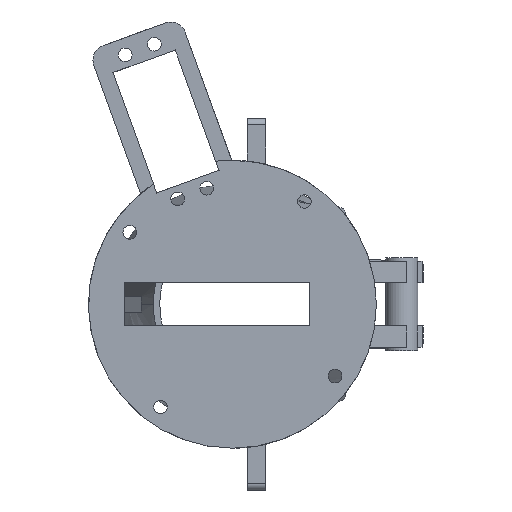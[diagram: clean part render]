
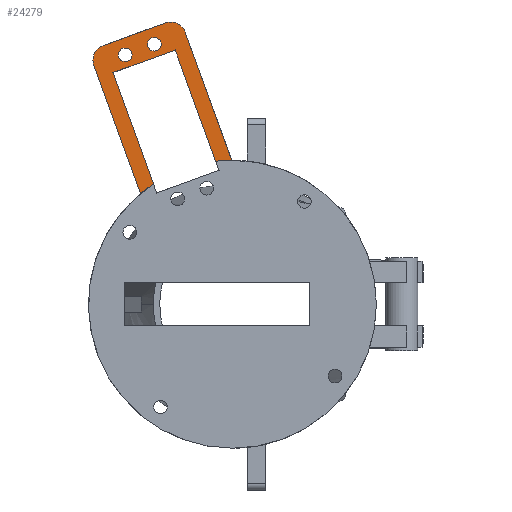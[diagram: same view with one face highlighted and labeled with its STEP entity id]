
A CAD part, front view. The second image highlights one B-rep face of the part: STEP entity #24279.
In plain terms, the highlighted planar face has unit normal (0, -1, 0).
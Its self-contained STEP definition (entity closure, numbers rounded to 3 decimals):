
#183 = CARTESIAN_POINT ( 'NONE',  ( -18.513, 2., 82.149 ) ) ;
#394 = ORIENTED_EDGE ( 'NONE', *, *, #23930, .F. ) ;
#619 = ORIENTED_EDGE ( 'NONE', *, *, #24699, .F. ) ;
#847 = AXIS2_PLACEMENT_3D ( 'NONE', #11382, #26534, #8829 ) ;
#850 = ORIENTED_EDGE ( 'NONE', *, *, #21123, .F. ) ;
#898 = DIRECTION ( 'NONE',  ( 0.94, 0., 0.342 ) ) ;
#958 = ORIENTED_EDGE ( 'NONE', *, *, #16296, .F. ) ;
#1376 = DIRECTION ( 'NONE',  ( 0., -1., 0. ) ) ;
#1653 = CARTESIAN_POINT ( 'NONE',  ( -19.984, 2., 86.189 ) ) ;
#1756 = AXIS2_PLACEMENT_3D ( 'NONE', #10333, #19131, #23375 ) ;
#2197 = VECTOR ( 'NONE', #898, 1000. ) ;
#2592 = EDGE_CURVE ( 'NONE', #22099, #19196, #16175, .T. ) ;
#2607 = AXIS2_PLACEMENT_3D ( 'NONE', #14811, #10007, #10546 ) ;
#2860 = VERTEX_POINT ( 'NONE', #6222 ) ;
#3081 = AXIS2_PLACEMENT_3D ( 'NONE', #10081, #11915, #5530 ) ;
#3174 = CARTESIAN_POINT ( 'NONE',  ( -18.513, 2., 82.149 ) ) ;
#3633 = LINE ( 'NONE', #10444, #26257 ) ;
#3658 = CIRCLE ( 'NONE', #6383, 2.2 ) ;
#3676 = CARTESIAN_POINT ( 'NONE',  ( -25.254, 2., 84.005 ) ) ;
#4201 = DIRECTION ( 'NONE',  ( 0., -1., 0. ) ) ;
#5035 = EDGE_LOOP ( 'NONE', ( #958, #394, #17191, #11601, #10522, #850, #6568, #20504, #14380, #11795 ) ) ;
#5477 = AXIS2_PLACEMENT_3D ( 'NONE', #1653, #1376, #10039 ) ;
#5530 = DIRECTION ( 'NONE',  ( 0., 0., -1. ) ) ;
#6222 = CARTESIAN_POINT ( 'NONE',  ( -44.791, 2., 77.16 ) ) ;
#6383 = AXIS2_PLACEMENT_3D ( 'NONE', #3676, #10349, #22830 ) ;
#6417 = EDGE_CURVE ( 'NONE', #19740, #11433, #21592, .T. ) ;
#6491 = DIRECTION ( 'NONE',  ( 0.94, 0., 0.342 ) ) ;
#6568 = ORIENTED_EDGE ( 'NONE', *, *, #9100, .F. ) ;
#6684 = CIRCLE ( 'NONE', #12591, 2.2 ) ;
#6721 = CIRCLE ( 'NONE', #17600, 46.5 ) ;
#6867 = EDGE_LOOP ( 'NONE', ( #8538, #11336 ) ) ;
#7334 = VERTEX_POINT ( 'NONE', #15160 ) ;
#7557 = CARTESIAN_POINT ( 'NONE',  ( -5.422, 2., 46.183 ) ) ;
#7685 = CARTESIAN_POINT ( 'NONE',  ( -18.513, 2., 82.149 ) ) ;
#7734 = DIRECTION ( 'NONE',  ( 0., -1., 0. ) ) ;
#8538 = ORIENTED_EDGE ( 'NONE', *, *, #17057, .F. ) ;
#8665 = DIRECTION ( 'NONE',  ( 0., 0., -1. ) ) ;
#8804 = VECTOR ( 'NONE', #18600, 1000. ) ;
#8829 = DIRECTION ( 'NONE',  ( 0., 0., -1. ) ) ;
#9095 = EDGE_LOOP ( 'NONE', ( #619, #13907 ) ) ;
#9100 = EDGE_CURVE ( 'NONE', #22099, #14492, #26160, .T. ) ;
#9308 = LINE ( 'NONE', #15842, #25849 ) ;
#9548 = VERTEX_POINT ( 'NONE', #24707 ) ;
#9556 = VERTEX_POINT ( 'NONE', #17901 ) ;
#9583 = CARTESIAN_POINT ( 'NONE',  ( 0., 2., 0. ) ) ;
#10007 = DIRECTION ( 'NONE',  ( 0., -1., 0. ) ) ;
#10039 = DIRECTION ( 'NONE',  ( 0., 0., -1. ) ) ;
#10081 = CARTESIAN_POINT ( 'NONE',  ( -19.984, 2., 86.189 ) ) ;
#10333 = CARTESIAN_POINT ( 'NONE',  ( -34.651, 2., 80.585 ) ) ;
#10349 = DIRECTION ( 'NONE',  ( 0., -1., 0. ) ) ;
#10371 = CIRCLE ( 'NONE', #1756, 2.2 ) ;
#10444 = CARTESIAN_POINT ( 'NONE',  ( -24.031, 2., 20.121 ) ) ;
#10486 = EDGE_CURVE ( 'NONE', #26321, #16157, #18513, .T. ) ;
#10522 = ORIENTED_EDGE ( 'NONE', *, *, #13179, .F. ) ;
#10546 = DIRECTION ( 'NONE',  ( 0., 0., -1. ) ) ;
#10886 = DIRECTION ( 'NONE',  ( 0., 0., -1. ) ) ;
#10905 = VECTOR ( 'NONE', #6491, 1000. ) ;
#11173 = CARTESIAN_POINT ( 'NONE',  ( -38.622, 2., 74.829 ) ) ;
#11336 = ORIENTED_EDGE ( 'NONE', *, *, #6417, .F. ) ;
#11382 = CARTESIAN_POINT ( 'NONE',  ( -40.093, 2., 78.87 ) ) ;
#11433 = VERTEX_POINT ( 'NONE', #23732 ) ;
#11601 = ORIENTED_EDGE ( 'NONE', *, *, #25254, .F. ) ;
#11795 = ORIENTED_EDGE ( 'NONE', *, *, #22980, .T. ) ;
#11915 = DIRECTION ( 'NONE',  ( 0., 1., 0. ) ) ;
#12046 = VERTEX_POINT ( 'NONE', #7557 ) ;
#12160 = FACE_BOUND ( 'NONE', #6867, .T. ) ;
#12167 = EDGE_CURVE ( 'NONE', #19196, #26939, #18212, .T. ) ;
#12591 = AXIS2_PLACEMENT_3D ( 'NONE', #26186, #4201, #10886 ) ;
#13055 = DIRECTION ( 'NONE',  ( 0., -1., 0. ) ) ;
#13179 = EDGE_CURVE ( 'NONE', #2860, #9548, #21258, .T. ) ;
#13907 = ORIENTED_EDGE ( 'NONE', *, *, #14241, .F. ) ;
#14241 = EDGE_CURVE ( 'NONE', #26684, #9556, #6684, .T. ) ;
#14380 = ORIENTED_EDGE ( 'NONE', *, *, #12167, .T. ) ;
#14492 = VERTEX_POINT ( 'NONE', #24766 ) ;
#14811 = CARTESIAN_POINT ( 'NONE',  ( 0., 2., 0. ) ) ;
#14877 = LINE ( 'NONE', #19419, #10905 ) ;
#15160 = CARTESIAN_POINT ( 'NONE',  ( -0.217, 2., 46.499 ) ) ;
#15842 = CARTESIAN_POINT ( 'NONE',  ( -15.285, 2., 87.899 ) ) ;
#16111 = CARTESIAN_POINT ( 'NONE',  ( -15.285, 2., 87.899 ) ) ;
#16157 = VERTEX_POINT ( 'NONE', #16111 ) ;
#16175 = LINE ( 'NONE', #24540, #8804 ) ;
#16296 = EDGE_CURVE ( 'NONE', #7334, #12046, #6721, .T. ) ;
#17057 = EDGE_CURVE ( 'NONE', #11433, #19740, #10371, .T. ) ;
#17191 = ORIENTED_EDGE ( 'NONE', *, *, #10486, .F. ) ;
#17505 = DIRECTION ( 'NONE',  ( 0.342, 0., -0.94 ) ) ;
#17600 = AXIS2_PLACEMENT_3D ( 'NONE', #9583, #7734, #26868 ) ;
#17901 = CARTESIAN_POINT ( 'NONE',  ( -25.254, 2., 86.205 ) ) ;
#18212 = LINE ( 'NONE', #3174, #2197 ) ;
#18403 = CARTESIAN_POINT ( 'NONE',  ( -34.651, 2., 78.385 ) ) ;
#18513 = CIRCLE ( 'NONE', #3081, 5. ) ;
#18600 = DIRECTION ( 'NONE',  ( -0.342, 0., 0.94 ) ) ;
#18690 = FACE_BOUND ( 'NONE', #9095, .T. ) ;
#19131 = DIRECTION ( 'NONE',  ( 0., -1., 0. ) ) ;
#19196 = VERTEX_POINT ( 'NONE', #11173 ) ;
#19419 = CARTESIAN_POINT ( 'NONE',  ( -41.803, 2., 83.568 ) ) ;
#19491 = CARTESIAN_POINT ( 'NONE',  ( -21.694, 2., 90.888 ) ) ;
#19740 = VERTEX_POINT ( 'NONE', #18403 ) ;
#20504 = ORIENTED_EDGE ( 'NONE', *, *, #2592, .T. ) ;
#20662 = PLANE ( 'NONE',  #5477 ) ;
#20813 = FACE_OUTER_BOUND ( 'NONE', #5035, .T. ) ;
#21123 = EDGE_CURVE ( 'NONE', #14492, #2860, #3633, .T. ) ;
#21258 = CIRCLE ( 'NONE', #847, 5. ) ;
#21483 = CARTESIAN_POINT ( 'NONE',  ( -25.532, 2., 38.864 ) ) ;
#21592 = CIRCLE ( 'NONE', #22057, 2.2 ) ;
#21705 = CARTESIAN_POINT ( 'NONE',  ( -34.651, 2., 80.585 ) ) ;
#22057 = AXIS2_PLACEMENT_3D ( 'NONE', #21705, #13055, #8665 ) ;
#22099 = VERTEX_POINT ( 'NONE', #21483 ) ;
#22293 = CARTESIAN_POINT ( 'NONE',  ( -25.254, 2., 81.805 ) ) ;
#22668 = VECTOR ( 'NONE', #17505, 1000. ) ;
#22830 = DIRECTION ( 'NONE',  ( 0., 0., -1. ) ) ;
#22980 = EDGE_CURVE ( 'NONE', #26939, #12046, #26145, .T. ) ;
#23375 = DIRECTION ( 'NONE',  ( 0., 0., -1. ) ) ;
#23732 = CARTESIAN_POINT ( 'NONE',  ( -34.651, 2., 82.785 ) ) ;
#23930 = EDGE_CURVE ( 'NONE', #16157, #7334, #9308, .T. ) ;
#24279 = ADVANCED_FACE ( 'NONE', ( #18690, #12160, #20813 ), #20662, .T. ) ;
#24490 = DIRECTION ( 'NONE',  ( 0.342, 0., -0.94 ) ) ;
#24540 = CARTESIAN_POINT ( 'NONE',  ( -38.622, 2., 74.829 ) ) ;
#24699 = EDGE_CURVE ( 'NONE', #9556, #26684, #3658, .T. ) ;
#24707 = CARTESIAN_POINT ( 'NONE',  ( -41.803, 2., 83.568 ) ) ;
#24766 = CARTESIAN_POINT ( 'NONE',  ( -29.723, 2., 35.76 ) ) ;
#25254 = EDGE_CURVE ( 'NONE', #9548, #26321, #14877, .T. ) ;
#25849 = VECTOR ( 'NONE', #24490, 1000. ) ;
#26145 = LINE ( 'NONE', #183, #22668 ) ;
#26160 = CIRCLE ( 'NONE', #2607, 46.5 ) ;
#26186 = CARTESIAN_POINT ( 'NONE',  ( -25.254, 2., 84.005 ) ) ;
#26257 = VECTOR ( 'NONE', #27710, 1000. ) ;
#26321 = VERTEX_POINT ( 'NONE', #19491 ) ;
#26534 = DIRECTION ( 'NONE',  ( 0., 1., 0. ) ) ;
#26684 = VERTEX_POINT ( 'NONE', #22293 ) ;
#26868 = DIRECTION ( 'NONE',  ( 0., 0., -1. ) ) ;
#26939 = VERTEX_POINT ( 'NONE', #7685 ) ;
#27710 = DIRECTION ( 'NONE',  ( -0.342, 0., 0.94 ) ) ;
